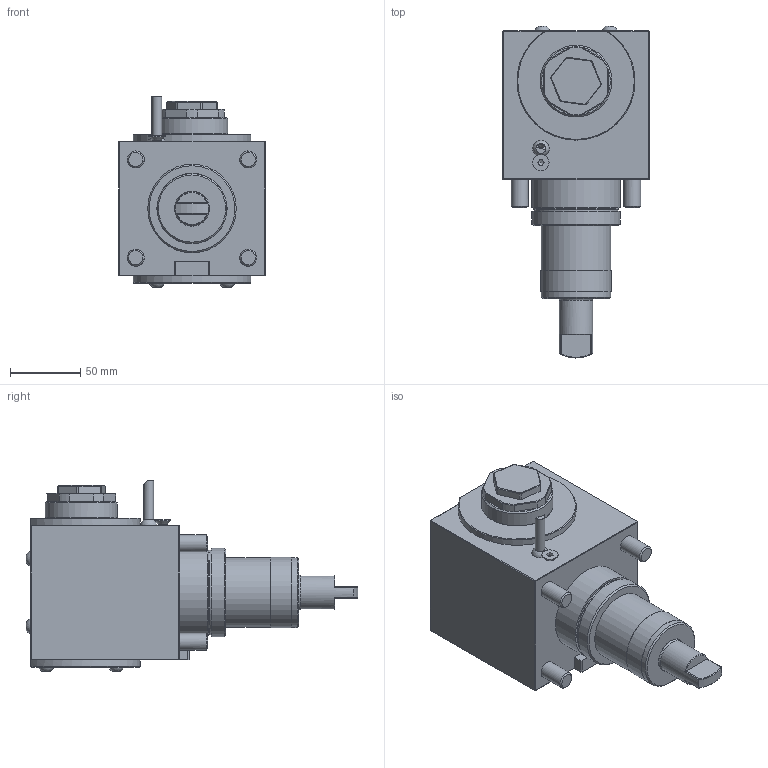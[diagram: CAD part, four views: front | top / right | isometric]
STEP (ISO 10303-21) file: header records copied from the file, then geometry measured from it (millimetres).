
FILE_DESCRIPTION (( 'STEP AP214' ), '1' );
FILE_NAME ('RRPPS32121UG3.STEP', '2021-07-20T08:14:45', ( 'ANDREA' ), ( '' ), 'SwSTEP 2.0', 'SolidWorks 2016', '' );
FILE_SCHEMA (( 'AUTOMOTIVE_DESIGN' ));
Length unit declared in the file: millimetre
Products named in the file (1): RRPPS32121UG3
Bounding box: 104 x 236.3 x 136.19 mm (x, y, z)
Volume: 1381421 mm3; surface area: 94954.1 mm2
Topology: 11 solids, 11 shells, 687 faces, 1636 edges, 1039 vertices
Faces by surface type: plane 436, bspline 98, cylinder 80, cone 52, torus 12, sphere 9
Full cylindrical faces by diameter (mm): 1.7 x1, 2.1 x1, 4 x1, 6 x10, 6.366 x1, 7 x1, 10 x1, 10.5 x8, 11.57 x1, 12 x4, 23.7 x1, 25 x1, 49.5 x1, 49.8 x1, 50 x1, 51 x1, 60 x2, 63 x2
Entity records: 27721 total; most frequent: CARTESIAN_POINT 9316, ORIENTED_EDGE 3062, DIRECTION 2747, EDGE_CURVE 1531, VERTEX_POINT 1016, LINE 997, VECTOR 997, AXIS2_PLACEMENT_3D 875
